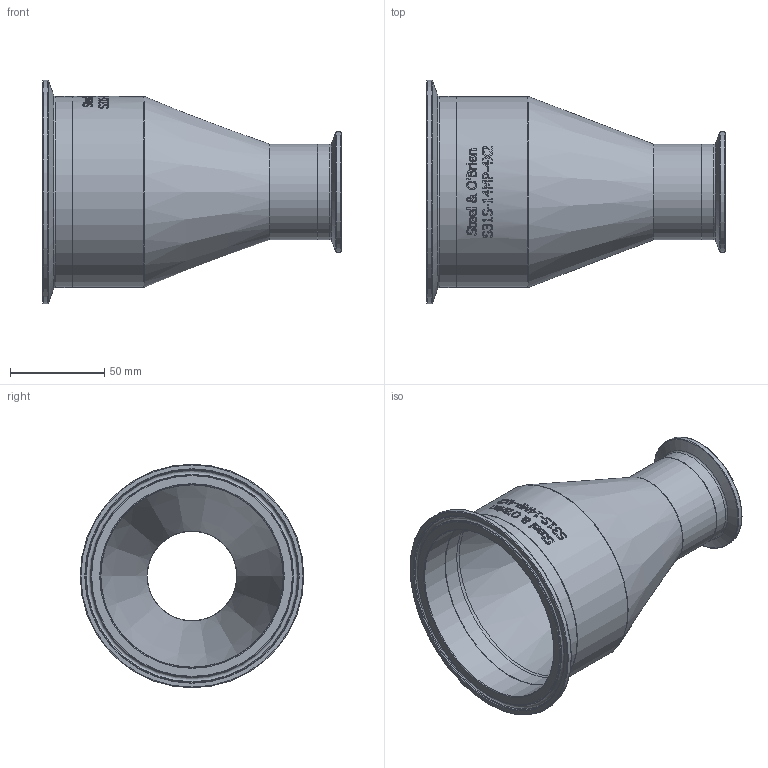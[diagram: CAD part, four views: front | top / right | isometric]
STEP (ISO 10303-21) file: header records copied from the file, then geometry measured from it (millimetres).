
FILE_DESCRIPTION(/* description */ (''),/* implementation_level */ '2;1');
FILE_NAME(/* name */ 'S31S-14MP-4X2.stp',/* time_stamp */ '2018-11-29T10:54:01-05:00',/* author */ ('rick'),/* organization */ (''),/* preprocessor_version */ 'ST-DEVELOPER v15.2',/* originating_system */ 'Autodesk Inventor 2014',/* authorisation */ '');
FILE_SCHEMA (('AUTOMOTIVE_DESIGN { 1 0 10303 214 3 1 1 }'));
Length unit declared in the file: inch
Products named in the file (1): S31S-14MP-4X2
Bounding box: 158.75 x 118.92 x 118.92 mm (x, y, z)
Volume: 189376.6 mm3; surface area: 85184.3 mm2
Topology: 1 solids, 1 shells, 468 faces, 1238 edges, 812 vertices
Faces by surface type: plane 195, bspline 191, cylinder 48, torus 26, cone 8
Full cylindrical faces by diameter (mm): 47.498 x2, 50.8 x2, 63.906 x1, 97.384 x2, 101.6 x2, 118.923 x1
Entity records: 17703 total; most frequent: CARTESIAN_POINT 7218, ORIENTED_EDGE 2388, DIRECTION 1640, EDGE_CURVE 1194, VERTEX_POINT 812, EDGE_LOOP 554, AXIS2_PLACEMENT_3D 550, LINE 540
